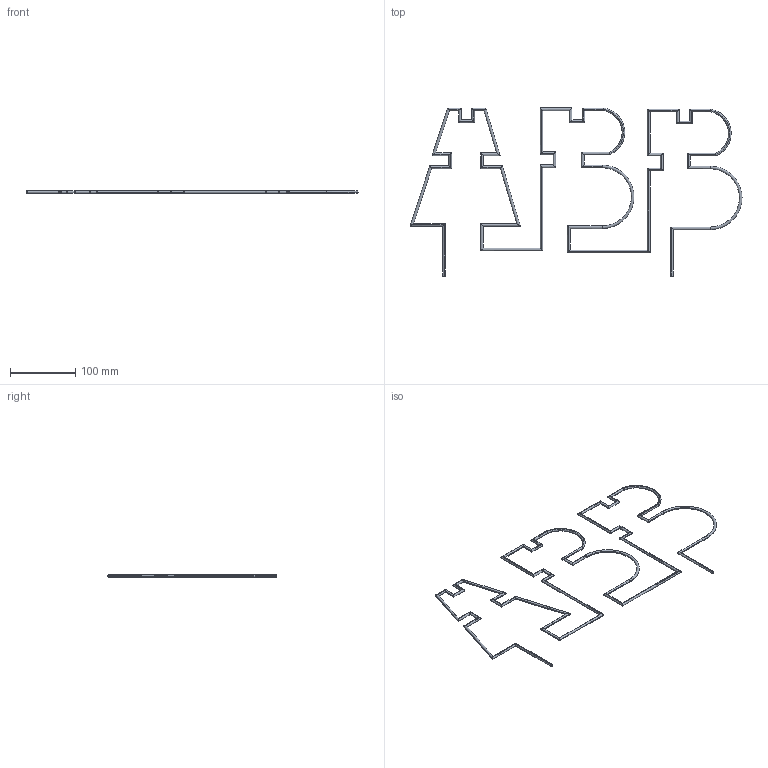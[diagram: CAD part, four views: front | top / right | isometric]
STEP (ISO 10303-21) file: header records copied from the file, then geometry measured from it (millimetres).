
FILE_DESCRIPTION (( 'STEP AP214' ), '1' );
FILE_NAME ('LogoABB.STEP', '2019-08-08T12:08:49', ( '' ), ( '' ), 'SwSTEP 2.0', 'SolidWorks 2017', '' );
FILE_SCHEMA (( 'AUTOMOTIVE_DESIGN' ));
Length unit declared in the file: millimetre
Products named in the file (1): LogoABB
Bounding box: 510.08 x 258.28 x 4 mm (x, y, z)
Volume: 25157.6 mm3; surface area: 50334.8 mm2
Topology: 1 solids, 1 shells, 222 faces, 540 edges, 320 vertices
Faces by surface type: cylinder 204, torus 8, bspline 8, plane 2
Entity records: 14161 total; most frequent: CARTESIAN_POINT 9866, ORIENTED_EDGE 1080, DIRECTION 706, EDGE_CURVE 540, VERTEX_POINT 320, AXIS2_PLACEMENT_3D 251, EDGE_LOOP 224, FACE_OUTER_BOUND 222
